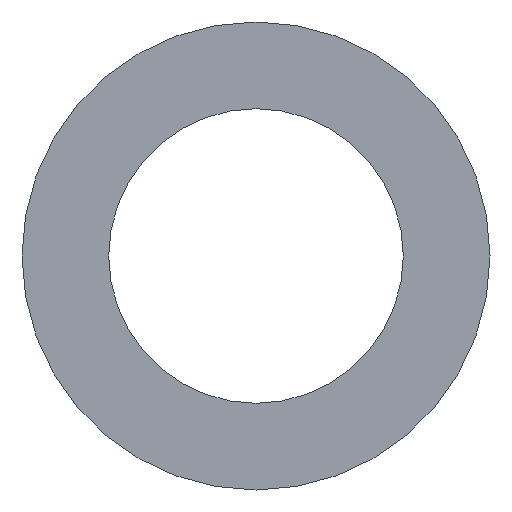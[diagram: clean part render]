
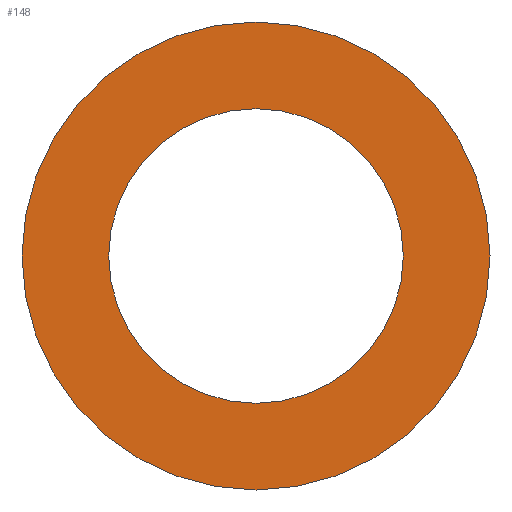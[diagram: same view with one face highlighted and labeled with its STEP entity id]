
A CAD part, left-side view. The second image highlights one B-rep face of the part: STEP entity #148.
In plain terms, the highlighted planar face has unit normal (-1, 0, 0).
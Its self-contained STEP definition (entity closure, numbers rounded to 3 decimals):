
#74 = VERTEX_POINT( '', #188 );
#80 = EDGE_CURVE( '', #108, #110, #194, .T. );
#108 = VERTEX_POINT( '', #229 );
#110 = VERTEX_POINT( '', #231 );
#112 = EDGE_CURVE( '', #126, #74, #233, .T. );
#126 = VERTEX_POINT( '', #248 );
#134 = EDGE_CURVE( '', #110, #108, #256, .T. );
#138 = EDGE_CURVE( '', #74, #126, #260, .T. );
#148 = ADVANCED_FACE( '', ( #271, #272 ), #273, .T. );
#188 = CARTESIAN_POINT( '', ( -165., 292.5, 0. ) );
#194 = CIRCLE( '', #312, 184.1 );
#229 = CARTESIAN_POINT( '', ( -165., 184.1, 0. ) );
#231 = CARTESIAN_POINT( '', ( -165., -184.1, 0. ) );
#233 = CIRCLE( '', #357, 292.5 );
#248 = CARTESIAN_POINT( '', ( -165., -292.5, 0. ) );
#256 = CIRCLE( '', #389, 184.1 );
#260 = CIRCLE( '', #396, 292.5 );
#271 = FACE_BOUND( '', #409, .T. );
#272 = FACE_OUTER_BOUND( '', #410, .T. );
#273 = PLANE( '', #411 );
#312 = AXIS2_PLACEMENT_3D( '', #450, #451, #452 );
#357 = AXIS2_PLACEMENT_3D( '', #511, #512, #513 );
#389 = AXIS2_PLACEMENT_3D( '', #535, #536, #537 );
#396 = AXIS2_PLACEMENT_3D( '', #539, #540, #541 );
#409 = EDGE_LOOP( '', ( #557, #558 ) );
#410 = EDGE_LOOP( '', ( #559, #560 ) );
#411 = AXIS2_PLACEMENT_3D( '', #561, #562, #563 );
#450 = CARTESIAN_POINT( '', ( -165., 0., 0. ) );
#451 = DIRECTION( '', ( -1., 0., 0. ) );
#452 = DIRECTION( '', ( 0., 1., 0. ) );
#511 = CARTESIAN_POINT( '', ( -165., 0., 0. ) );
#512 = DIRECTION( '', ( -1., 0., 0. ) );
#513 = DIRECTION( '', ( 0., 1., 0. ) );
#535 = CARTESIAN_POINT( '', ( -165., 0., 0. ) );
#536 = DIRECTION( '', ( -1., 0., 0. ) );
#537 = DIRECTION( '', ( 0., 1., 0. ) );
#539 = CARTESIAN_POINT( '', ( -165., 0., 0. ) );
#540 = DIRECTION( '', ( -1., 0., 0. ) );
#541 = DIRECTION( '', ( 0., 1., 0. ) );
#557 = ORIENTED_EDGE( '', *, *, #80, .F. );
#558 = ORIENTED_EDGE( '', *, *, #134, .F. );
#559 = ORIENTED_EDGE( '', *, *, #138, .T. );
#560 = ORIENTED_EDGE( '', *, *, #112, .T. );
#561 = CARTESIAN_POINT( '', ( -165., 238.3, 0. ) );
#562 = DIRECTION( '', ( -1., 0., 0. ) );
#563 = DIRECTION( '', ( 0., 1., 0. ) );
